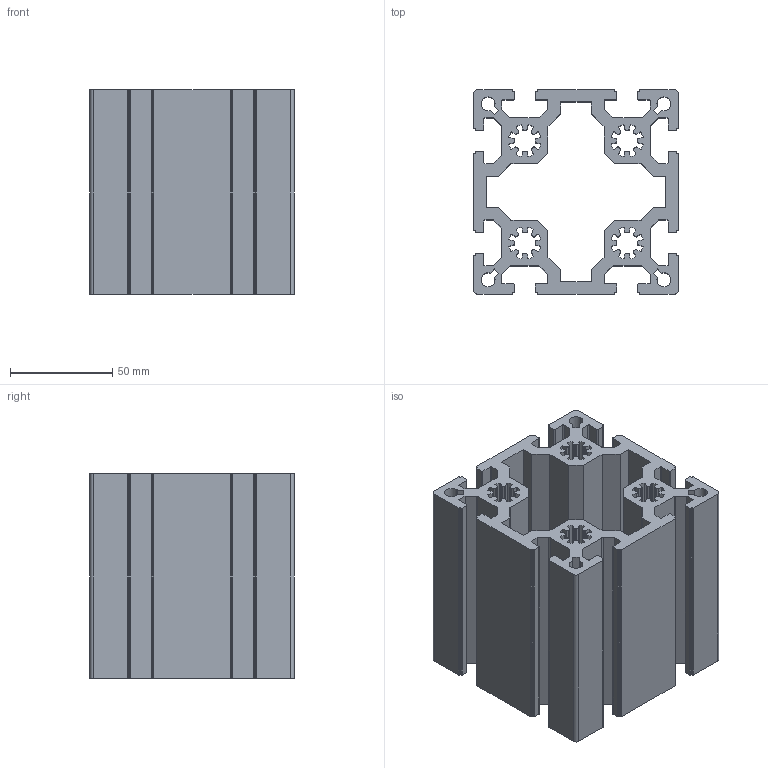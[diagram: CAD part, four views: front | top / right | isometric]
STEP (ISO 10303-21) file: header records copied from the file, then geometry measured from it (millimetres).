
FILE_DESCRIPTION (( 'STEP AP203' ), '1' );
FILE_NAME ('JL-10-100100EA.STEP', '2019-07-24T05:54:51', ( 'User' ), ( 'China' ), 'SwSTEP 2.0', 'SolidWorks 2015', '' );
FILE_SCHEMA (( 'CONFIG_CONTROL_DESIGN' ));
Length unit declared in the file: millimetre
Products named in the file (1): JL-10-100100EA
Bounding box: 100 x 100 x 100 mm (x, y, z)
Volume: 369286.2 mm3; surface area: 157921.6 mm2
Topology: 1 solids, 1 shells, 740 faces, 2187 edges, 1458 vertices
Faces by surface type: plane 368, cylinder 344, bspline 28
Entity records: 25884 total; most frequent: CARTESIAN_POINT 5494, ORIENTED_EDGE 4374, DIRECTION 4245, EDGE_CURVE 2187, VERTEX_POINT 1458, VECTOR 1443, LINE 1443, AXIS2_PLACEMENT_3D 1401
